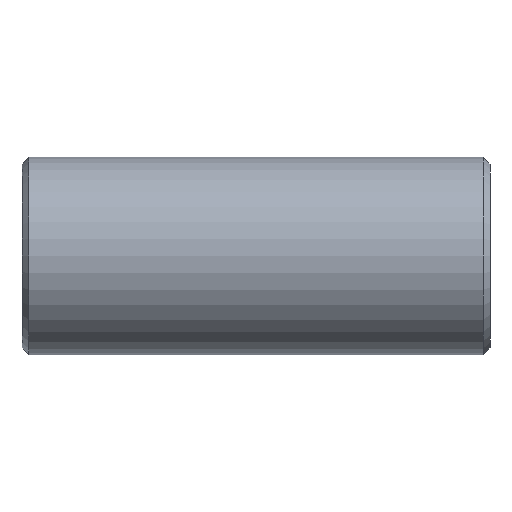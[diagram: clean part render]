
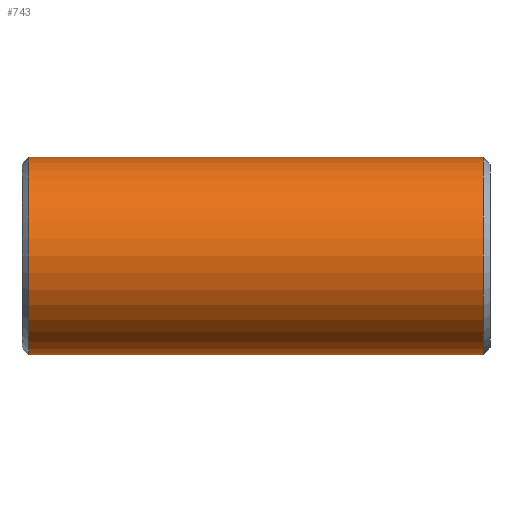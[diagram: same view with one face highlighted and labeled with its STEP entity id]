
A CAD part, front view. The second image highlights one B-rep face of the part: STEP entity #743.
In plain terms, the highlighted cylindrical face has radius 24.13 mm (diameter 48.26 mm), a partial arc.
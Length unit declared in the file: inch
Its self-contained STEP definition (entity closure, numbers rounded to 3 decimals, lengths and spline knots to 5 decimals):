
#2 = CARTESIAN_POINT ( 'NONE',  ( -2.18333, 0., 0. ) ) ;
#23 = ORIENTED_EDGE ( 'NONE', *, *, #654, .T. ) ;
#39 = EDGE_CURVE ( 'NONE', #419, #318, #362, .T. ) ;
#41 = CARTESIAN_POINT ( 'NONE',  ( -2.18333, 0., -0.95 ) ) ;
#61 = ORIENTED_EDGE ( 'NONE', *, *, #155, .F. ) ;
#103 = CARTESIAN_POINT ( 'NONE',  ( 2.25, 0., 0.95 ) ) ;
#128 = AXIS2_PLACEMENT_3D ( 'NONE', #183, #246, #452 ) ;
#155 = EDGE_CURVE ( 'NONE', #419, #192, #584, .T. ) ;
#181 = CARTESIAN_POINT ( 'NONE',  ( 2.25, 0., 0. ) ) ;
#183 = CARTESIAN_POINT ( 'NONE',  ( 2.18333, 0., 0. ) ) ;
#192 = VERTEX_POINT ( 'NONE', #41 ) ;
#210 = LINE ( 'NONE', #103, #712 ) ;
#236 = DIRECTION ( 'NONE',  ( 0., 0., 1. ) ) ;
#240 = VECTOR ( 'NONE', #763, 39.37008 ) ;
#246 = DIRECTION ( 'NONE',  ( -1., 0., 0. ) ) ;
#276 = EDGE_CURVE ( 'NONE', #477, #192, #575, .T. ) ;
#318 = VERTEX_POINT ( 'NONE', #603 ) ;
#330 = CARTESIAN_POINT ( 'NONE',  ( 2.25, 0., -0.95 ) ) ;
#355 = ORIENTED_EDGE ( 'NONE', *, *, #276, .T. ) ;
#362 = CIRCLE ( 'NONE', #128, 0.95 ) ;
#381 = DIRECTION ( 'NONE',  ( -1., 0., 0. ) ) ;
#386 = CARTESIAN_POINT ( 'NONE',  ( -2.18333, 0., 0.95 ) ) ;
#419 = VERTEX_POINT ( 'NONE', #666 ) ;
#427 = DIRECTION ( 'NONE',  ( 0., 0., 1. ) ) ;
#435 = AXIS2_PLACEMENT_3D ( 'NONE', #181, #381, #427 ) ;
#444 = FACE_OUTER_BOUND ( 'NONE', #553, .T. ) ;
#452 = DIRECTION ( 'NONE',  ( 0., 0., -1. ) ) ;
#477 = VERTEX_POINT ( 'NONE', #386 ) ;
#499 = CYLINDRICAL_SURFACE ( 'NONE', #435, 0.95 ) ;
#526 = DIRECTION ( 'NONE',  ( -1., 0., 0. ) ) ;
#552 = DIRECTION ( 'NONE',  ( 1., 0., 0. ) ) ;
#553 = EDGE_LOOP ( 'NONE', ( #61, #734, #23, #355 ) ) ;
#575 = CIRCLE ( 'NONE', #693, 0.95 ) ;
#584 = LINE ( 'NONE', #330, #240 ) ;
#603 = CARTESIAN_POINT ( 'NONE',  ( 2.18333, 0., 0.95 ) ) ;
#654 = EDGE_CURVE ( 'NONE', #318, #477, #210, .T. ) ;
#666 = CARTESIAN_POINT ( 'NONE',  ( 2.18333, 0., -0.95 ) ) ;
#693 = AXIS2_PLACEMENT_3D ( 'NONE', #2, #552, #236 ) ;
#712 = VECTOR ( 'NONE', #526, 39.37008 ) ;
#734 = ORIENTED_EDGE ( 'NONE', *, *, #39, .T. ) ;
#743 = ADVANCED_FACE ( 'NONE', ( #444 ), #499, .T. ) ;
#763 = DIRECTION ( 'NONE',  ( -1., 0., 0. ) ) ;
